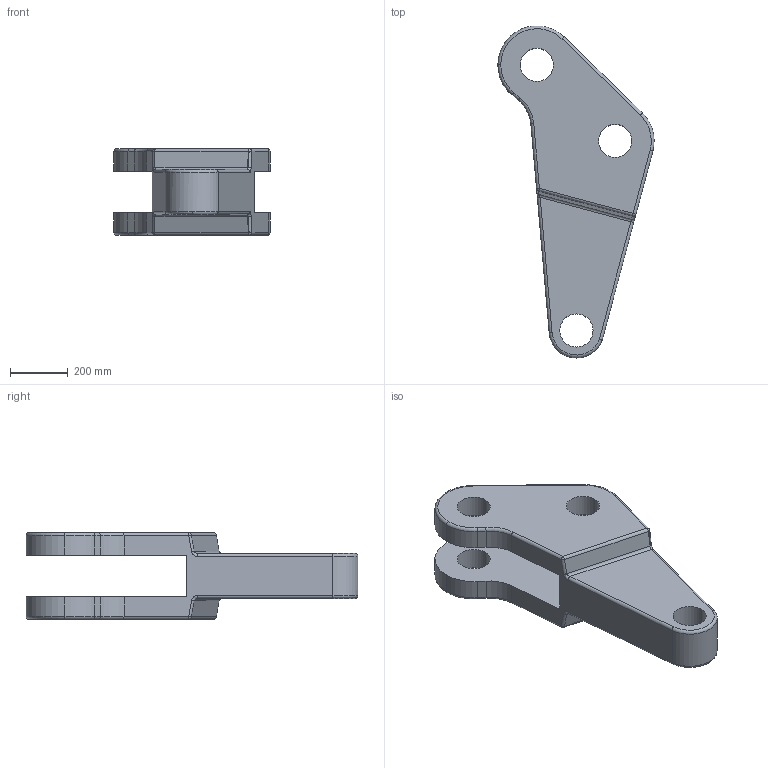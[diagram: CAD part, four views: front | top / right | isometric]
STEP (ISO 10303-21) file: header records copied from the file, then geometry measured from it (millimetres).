
FILE_DESCRIPTION (( 'STEP AP203' ), '1' );
FILE_NAME ('6. Bucket Linkage_Default_sldprt.STEP', '2023-03-20T07:55:18', ( '' ), ( '' ), 'SwSTEP 2.0', 'SolidWorks 2019', '' );
FILE_SCHEMA (( 'CONFIG_CONTROL_DESIGN' ));
Length unit declared in the file: millimetre
Products named in the file (1): 6. Bucket Linkage_Default_sldprt
Bounding box: 541.03 x 1149.54 x 300 mm (x, y, z)
Volume: 51658440.1 mm3; surface area: 1685654.4 mm2
Topology: 1 solids, 1 shells, 75 faces, 181 edges, 108 vertices
Faces by surface type: cylinder 41, plane 15, torus 13, sphere 4, bspline 2
Entity records: 2407 total; most frequent: CARTESIAN_POINT 513, DIRECTION 418, ORIENTED_EDGE 362, EDGE_CURVE 181, AXIS2_PLACEMENT_3D 169, VERTEX_POINT 108, CIRCLE 95, EDGE_LOOP 85
